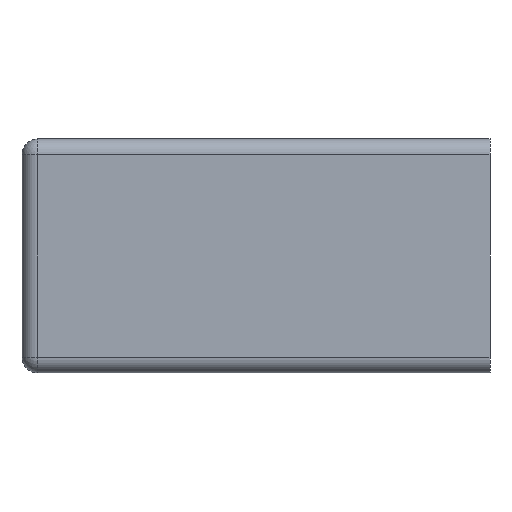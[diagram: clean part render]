
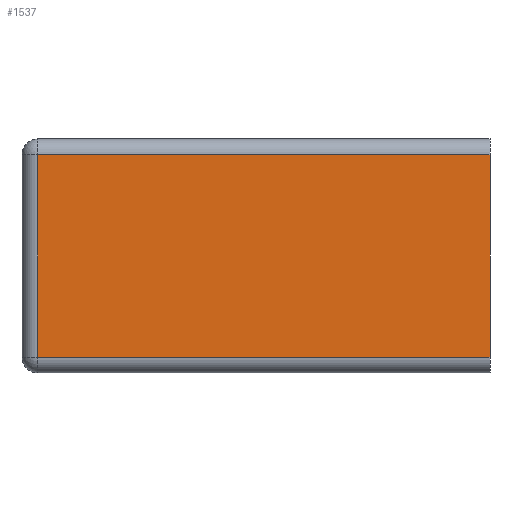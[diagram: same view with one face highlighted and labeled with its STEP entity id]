
A CAD part, left-side view. The second image highlights one B-rep face of the part: STEP entity #1537.
In plain terms, the highlighted planar face has unit normal (-1, 0, 0).
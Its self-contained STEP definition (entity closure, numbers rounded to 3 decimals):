
#335=DIRECTION('',(0.,0.,1.));
#336=VECTOR('',#335,26.);
#337=CARTESIAN_POINT('',(-24.,0.,2.));
#338=LINE('',#337,#336);
#649=DIRECTION('',(0.,0.,1.));
#650=VECTOR('',#649,26.);
#651=CARTESIAN_POINT('',(-24.,58.,2.));
#652=LINE('',#651,#650);
#656=DIRECTION('',(0.,-1.,0.));
#657=VECTOR('',#656,58.);
#658=CARTESIAN_POINT('',(-24.,58.,28.));
#659=LINE('',#658,#657);
#663=DIRECTION('',(0.,1.,0.));
#664=VECTOR('',#663,58.);
#665=CARTESIAN_POINT('',(-24.,0.,2.));
#666=LINE('',#665,#664);
#901=CARTESIAN_POINT('',(-24.,0.,2.));
#903=VERTEX_POINT('',#901);
#910=CARTESIAN_POINT('',(-24.,0.,28.));
#912=VERTEX_POINT('',#910);
#937=CARTESIAN_POINT('',(-24.,58.,2.));
#938=VERTEX_POINT('',#937);
#941=CARTESIAN_POINT('',(-24.,58.,28.));
#942=VERTEX_POINT('',#941);
#1524=CARTESIAN_POINT('',(-24.,60.,0.));
#1525=DIRECTION('',(-1.,0.,0.));
#1526=DIRECTION('',(0.,-1.,0.));
#1527=AXIS2_PLACEMENT_3D('',#1524,#1525,#1526);
#1528=PLANE('',#1527);
#1530=ORIENTED_EDGE('',*,*,#1529,.T.);
#1531=ORIENTED_EDGE('',*,*,#1519,.T.);
#1532=ORIENTED_EDGE('',*,*,#1219,.F.);
#1534=ORIENTED_EDGE('',*,*,#1533,.T.);
#1535=EDGE_LOOP('',(#1530,#1531,#1532,#1534));
#1536=FACE_OUTER_BOUND('',#1535,.F.);
#1537=ADVANCED_FACE('',(#1536),#1528,.T.);
#1219=EDGE_CURVE('',#903,#912,#338,.T.);
#1519=EDGE_CURVE('',#942,#912,#659,.T.);
#1529=EDGE_CURVE('',#938,#942,#652,.T.);
#1533=EDGE_CURVE('',#903,#938,#666,.T.);
